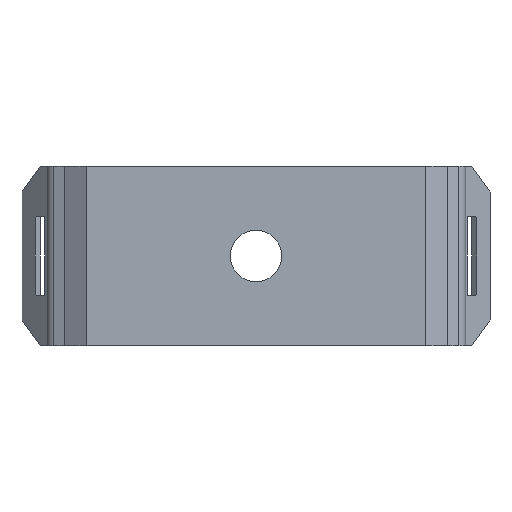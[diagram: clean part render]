
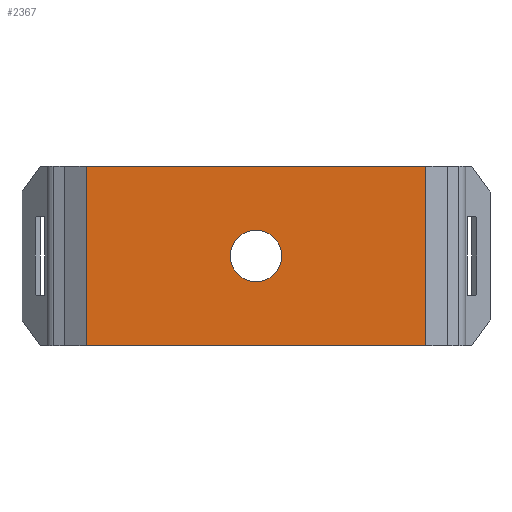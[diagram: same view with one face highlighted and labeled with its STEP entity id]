
A CAD part, front view. The second image highlights one B-rep face of the part: STEP entity #2367.
In plain terms, the highlighted planar face has unit normal (0, -1, 0).
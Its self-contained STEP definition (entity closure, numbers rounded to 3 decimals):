
#44 = EDGE_CURVE ( 'NONE', #856, #1646, #2742, .T. ) ;
#53 = CARTESIAN_POINT ( 'NONE',  ( -14.087, -1.837, -0.958 ) ) ;
#61 = DIRECTION ( 'NONE',  ( 0., -1., 0. ) ) ;
#137 = CARTESIAN_POINT ( 'NONE',  ( 14.087, -1.837, -0.958 ) ) ;
#178 = CARTESIAN_POINT ( 'NONE',  ( 0., -1.837, 6.5 ) ) ;
#209 = ORIENTED_EDGE ( 'NONE', *, *, #2710, .F. ) ;
#222 = DIRECTION ( 'NONE',  ( 0., -1., 0. ) ) ;
#247 = LINE ( 'NONE', #2351, #2425 ) ;
#330 = CIRCLE ( 'NONE', #992, 2.15 ) ;
#361 = CARTESIAN_POINT ( 'NONE',  ( 0., -1.837, 8.65 ) ) ;
#467 = DIRECTION ( 'NONE',  ( 0., 0., 1. ) ) ;
#486 = AXIS2_PLACEMENT_3D ( 'NONE', #690, #61, #2608 ) ;
#520 = EDGE_CURVE ( 'NONE', #1343, #1064, #1677, .T. ) ;
#539 = CARTESIAN_POINT ( 'NONE',  ( -14.087, -1.837, 13.958 ) ) ;
#580 = CARTESIAN_POINT ( 'NONE',  ( 14.087, -1.837, 13.958 ) ) ;
#583 = EDGE_CURVE ( 'NONE', #1796, #856, #247, .T. ) ;
#616 = DIRECTION ( 'NONE',  ( 0., 1., 0. ) ) ;
#631 = DIRECTION ( 'NONE',  ( 0., 0., -1. ) ) ;
#633 = ORIENTED_EDGE ( 'NONE', *, *, #2073, .F. ) ;
#661 = DIRECTION ( 'NONE',  ( 0., 0., -1. ) ) ;
#690 = CARTESIAN_POINT ( 'NONE',  ( 0., -1.837, 6.5 ) ) ;
#742 = ORIENTED_EDGE ( 'NONE', *, *, #44, .F. ) ;
#856 = VERTEX_POINT ( 'NONE', #539 ) ;
#915 = CARTESIAN_POINT ( 'NONE',  ( -14.087, -1.837, -0.958 ) ) ;
#992 = AXIS2_PLACEMENT_3D ( 'NONE', #178, #222, #631 ) ;
#1049 = FACE_OUTER_BOUND ( 'NONE', #1700, .T. ) ;
#1050 = VERTEX_POINT ( 'NONE', #137 ) ;
#1064 = VERTEX_POINT ( 'NONE', #361 ) ;
#1124 = ORIENTED_EDGE ( 'NONE', *, *, #2203, .F. ) ;
#1343 = VERTEX_POINT ( 'NONE', #1515 ) ;
#1398 = VECTOR ( 'NONE', #1938, 1000. ) ;
#1467 = DIRECTION ( 'NONE',  ( 0., 0., 1. ) ) ;
#1501 = VECTOR ( 'NONE', #2339, 1000. ) ;
#1515 = CARTESIAN_POINT ( 'NONE',  ( 0., -1.837, 4.35 ) ) ;
#1646 = VERTEX_POINT ( 'NONE', #580 ) ;
#1666 = FACE_BOUND ( 'NONE', #2328, .T. ) ;
#1677 = CIRCLE ( 'NONE', #486, 2.15 ) ;
#1695 = CARTESIAN_POINT ( 'NONE',  ( -14.087, -1.837, 13.958 ) ) ;
#1700 = EDGE_LOOP ( 'NONE', ( #209, #742, #2310, #1124 ) ) ;
#1796 = VERTEX_POINT ( 'NONE', #53 ) ;
#1938 = DIRECTION ( 'NONE',  ( -1., 0., 0. ) ) ;
#1971 = VECTOR ( 'NONE', #661, 1000. ) ;
#1994 = ORIENTED_EDGE ( 'NONE', *, *, #520, .F. ) ;
#2073 = EDGE_CURVE ( 'NONE', #1064, #1343, #330, .T. ) ;
#2116 = LINE ( 'NONE', #2551, #1971 ) ;
#2203 = EDGE_CURVE ( 'NONE', #1050, #1796, #2534, .T. ) ;
#2310 = ORIENTED_EDGE ( 'NONE', *, *, #583, .F. ) ;
#2328 = EDGE_LOOP ( 'NONE', ( #1994, #633 ) ) ;
#2339 = DIRECTION ( 'NONE',  ( 1., 0., 0. ) ) ;
#2351 = CARTESIAN_POINT ( 'NONE',  ( -14.087, -1.837, 12.958 ) ) ;
#2367 = ADVANCED_FACE ( 'NONE', ( #1666, #1049 ), #2728, .F. ) ;
#2425 = VECTOR ( 'NONE', #467, 1000. ) ;
#2480 = AXIS2_PLACEMENT_3D ( 'NONE', #2501, #616, #1467 ) ;
#2501 = CARTESIAN_POINT ( 'NONE',  ( -14.087, -1.837, 12.958 ) ) ;
#2534 = LINE ( 'NONE', #915, #1398 ) ;
#2551 = CARTESIAN_POINT ( 'NONE',  ( 14.087, -1.837, 12.958 ) ) ;
#2608 = DIRECTION ( 'NONE',  ( 0., 0., -1. ) ) ;
#2710 = EDGE_CURVE ( 'NONE', #1646, #1050, #2116, .T. ) ;
#2728 = PLANE ( 'NONE',  #2480 ) ;
#2742 = LINE ( 'NONE', #1695, #1501 ) ;
